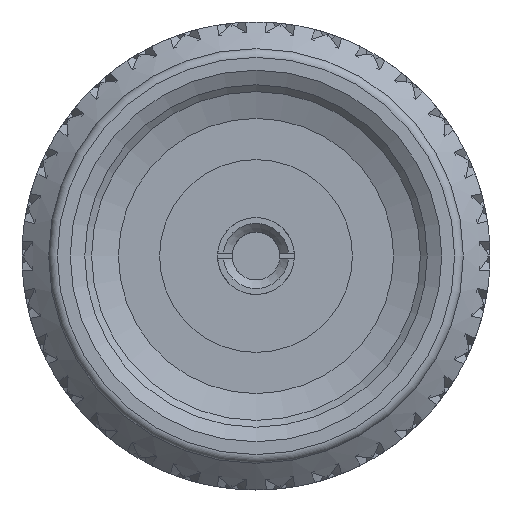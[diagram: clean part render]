
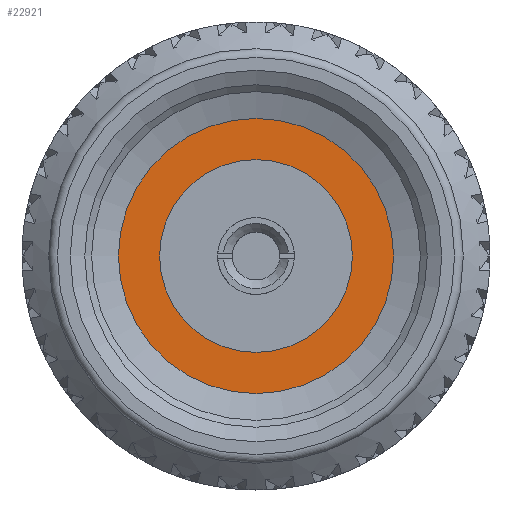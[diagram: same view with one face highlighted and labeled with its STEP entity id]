
A CAD part, left-side view. The second image highlights one B-rep face of the part: STEP entity #22921.
In plain terms, the highlighted planar face has unit normal (-1, 0, 0).
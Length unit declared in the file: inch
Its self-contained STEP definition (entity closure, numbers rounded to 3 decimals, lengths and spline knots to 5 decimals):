
#247 = CIRCLE ( 'NONE', #16767, 0.04744 ) ;
#13180 = DIRECTION ( 'NONE',  ( 0., 0., 1. ) ) ;
#14181 = FACE_OUTER_BOUND ( 'NONE', #59892, .T. ) ;
#14204 = EDGE_LOOP ( 'NONE', ( #21576 ) ) ;
#15802 = CIRCLE ( 'NONE', #59931, 0.03325 ) ;
#16767 = AXIS2_PLACEMENT_3D ( 'NONE', #61639, #61412, #39868 ) ;
#17600 = CARTESIAN_POINT ( 'NONE',  ( 0.067, 0., 0.03325 ) ) ;
#17678 = VERTEX_POINT ( 'NONE', #65935 ) ;
#20598 = AXIS2_PLACEMENT_3D ( 'NONE', #55732, #66214, #13180 ) ;
#21576 = ORIENTED_EDGE ( 'NONE', *, *, #36149, .F. ) ;
#22921 = ADVANCED_FACE ( 'NONE', ( #64599, #14181 ), #45415, .T. ) ;
#29001 = ORIENTED_EDGE ( 'NONE', *, *, #51404, .T. ) ;
#36149 = EDGE_CURVE ( 'NONE', #51368, #51368, #15802, .T. ) ;
#39868 = DIRECTION ( 'NONE',  ( 0., 0., 1. ) ) ;
#45415 = PLANE ( 'NONE',  #20598 ) ;
#51368 = VERTEX_POINT ( 'NONE', #17600 ) ;
#51404 = EDGE_CURVE ( 'NONE', #17678, #17678, #247, .T. ) ;
#52538 = DIRECTION ( 'NONE',  ( -1., 0., 0. ) ) ;
#55732 = CARTESIAN_POINT ( 'NONE',  ( 0.067, 0., 0. ) ) ;
#57693 = CARTESIAN_POINT ( 'NONE',  ( 0.067, 0., 0. ) ) ;
#59892 = EDGE_LOOP ( 'NONE', ( #29001 ) ) ;
#59931 = AXIS2_PLACEMENT_3D ( 'NONE', #57693, #52538, #62805 ) ;
#61412 = DIRECTION ( 'NONE',  ( -1., 0., 0. ) ) ;
#61639 = CARTESIAN_POINT ( 'NONE',  ( 0.067, 0., 0. ) ) ;
#62805 = DIRECTION ( 'NONE',  ( 0., 0., 1. ) ) ;
#64599 = FACE_BOUND ( 'NONE', #14204, .T. ) ;
#65935 = CARTESIAN_POINT ( 'NONE',  ( 0.067, 0., 0.04744 ) ) ;
#66214 = DIRECTION ( 'NONE',  ( -1., 0., 0. ) ) ;
